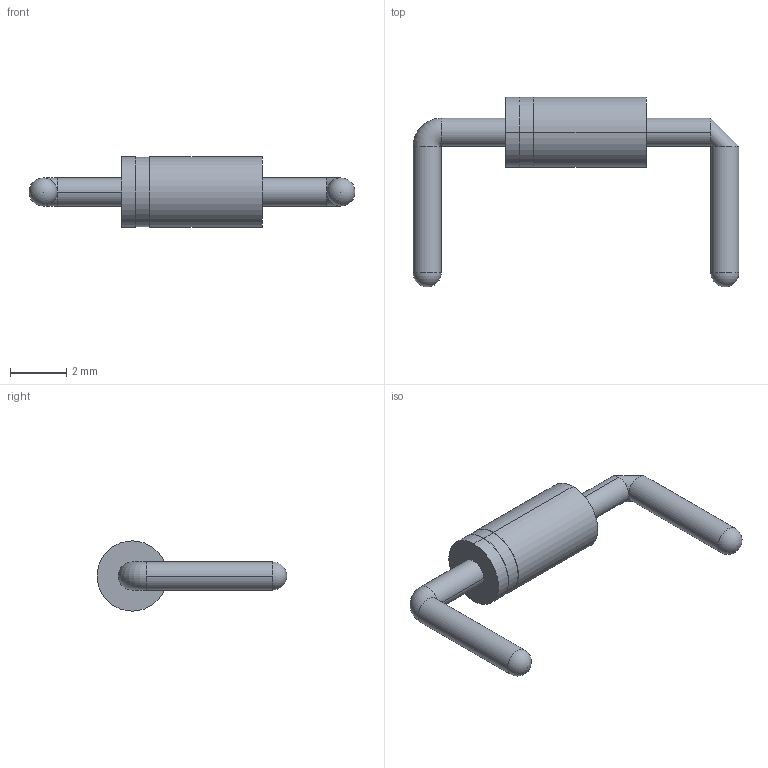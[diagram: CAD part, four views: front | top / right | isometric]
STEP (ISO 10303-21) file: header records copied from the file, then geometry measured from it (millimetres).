
FILE_DESCRIPTION (( 'STEP AP214' ), '1' );
FILE_NAME ('2A7C8323-E534-47D0-9425-E638E5B5965F.STEP', '2024-03-08T16:48:19', ( '' ), ( '' ), 'SwSTEP 2.0', 'SolidWorks 2022', '' );
FILE_SCHEMA (( 'AUTOMOTIVE_DESIGN' ));
Length unit declared in the file: millimetre
Products named in the file (1): 2A7C8323-E534-47D0-9425-E638E5B5965F
Bounding box: 11.6 x 6.75 x 2.5 mm (x, y, z)
Volume: 36.9 mm3; surface area: 98.4 mm2
Topology: 1 solids, 1 shells, 22 faces, 51 edges, 29 vertices
Faces by surface type: cylinder 14, plane 4, torus 2, sphere 2
Entity records: 830 total; most frequent: DIRECTION 118, CARTESIAN_POINT 93, ORIENTED_EDGE 86, AXIS2_PLACEMENT_3D 52, EDGE_CURVE 43, CIRCLE 29, VERTEX_POINT 27, EDGE_LOOP 26
